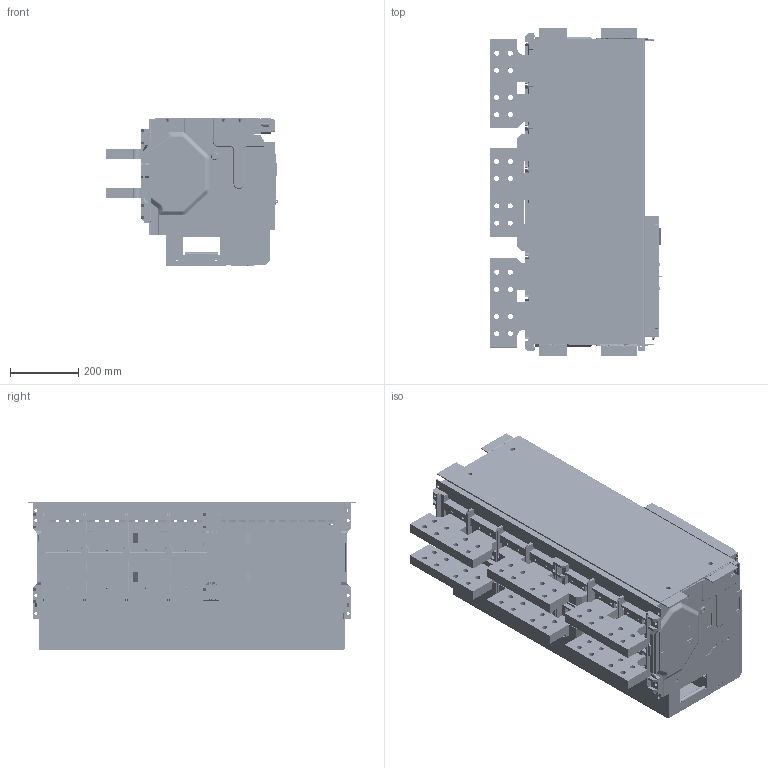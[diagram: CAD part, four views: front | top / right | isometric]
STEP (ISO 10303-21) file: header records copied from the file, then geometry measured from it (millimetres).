
FILE_DESCRIPTION((''),'2;1');
FILE_NAME('NA1-6300-6300A-CHOUTISHI','2020-05-08T13:45:17',('fansz'),(''),'CREO PARAMETRIC BY PTC INC, 2018020','CREO PARAMETRIC BY PTC INC, 2018020','');
FILE_SCHEMA(('CONFIG_CONTROL_DESIGN'));
Products named in the file (1): NA1-6300-6300A-CHOUTISHI
Bounding box: 503.5 x 958 x 434 mm (x, y, z)
Volume: 100480872.6 mm3; surface area: 4794111.8 mm2
Topology: 1 solids, 77 shells, 8797 faces, 25694 edges, 16896 vertices
Faces by surface type: plane 6185, cylinder 1585, extrusion 632, torus 148, bspline 110, cone 104, sphere 33
Entity records: 298891 total; most frequent: CARTESIAN_POINT 65961, ORIENTED_EDGE 51312, DIRECTION 43925, EDGE_CURVE 25656, VECTOR 20643, LINE 20011, VERTEX_POINT 16896, AXIS2_PLACEMENT_3D 11641
